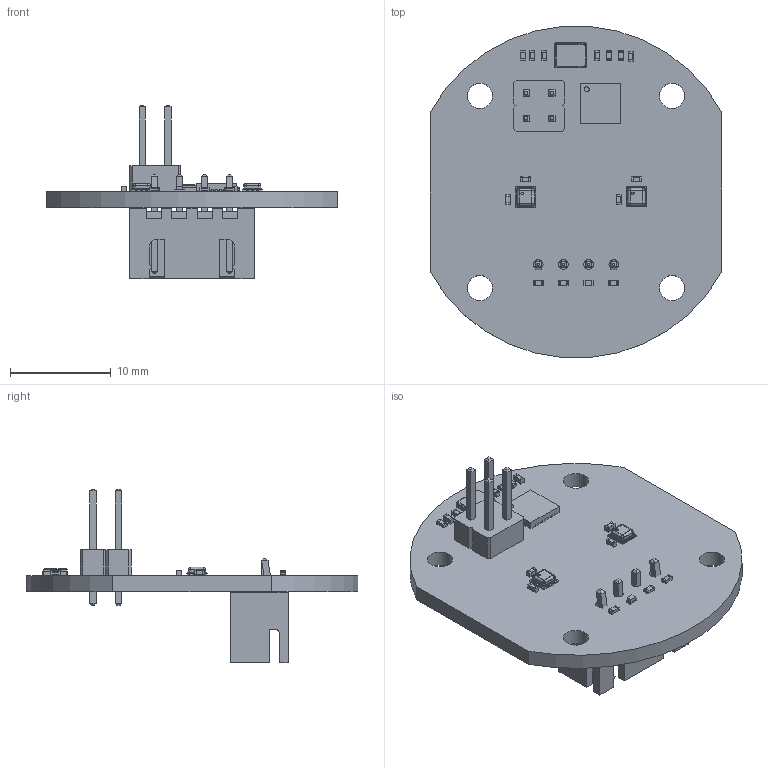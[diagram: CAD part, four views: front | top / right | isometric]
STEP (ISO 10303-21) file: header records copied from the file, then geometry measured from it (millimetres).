
FILE_DESCRIPTION(('KiCad electronic assembly'),'2;1');
FILE_NAME('AH3_v4.step','2024-11-06T22:31:17',('Pcbnew'),('Kicad'), 'Open CASCADE STEP processor 7.6','KiCad to STEP converter','Unknown' );
FILE_SCHEMA(('AUTOMOTIVE_DESIGN { 1 0 10303 214 1 1 1 1 }'));
Length unit declared in the file: millimetre
Products named in the file (18): AH3_v4 1; QFN-28-1EP_4x4mm_P0.4mm_EP2.4x2.4mm; QFN-28-1EP_4x4mm_Pitch0.4mm; C_0402_1005Metric; R_0402_1005Metric; BMP388--3DModel-STEP-56544; BMP388; PinHeader_2x02_P2.54mm_Vertical; PinHeader_2x02_P254mm_Vertical; LED_0402_1005Metric; Crystal_SMD_3225-4Pin_3.2x2.5mm; JST_XH_B4B-XH-A_1x04_P2.50mm_Vertical; JST_B4B_XH_A; AH3_PCB
Assembly tree (30 placements, depth 3):
  AH3_v4 1
    QFN-28-1EP_4x4mm_P0.4mm_EP2.4x2.4mm
      QFN-28-1EP_4x4mm_Pitch0.4mm
    C_0402_1005Metric  x8
      C_0402_1005Metric
    R_0402_1005Metric  x6
      R_0402_1005Metric
    BMP388--3DModel-STEP-56544  x2
      BMP388
    PinHeader_2x02_P2.54mm_Vertical
      PinHeader_2x02_P254mm_Vertical
    LED_0402_1005Metric
      LED_0402_1005Metric
    Crystal_SMD_3225-4Pin_3.2x2.5mm
      Crystal_SMD_3225-4Pin_3.2x2.5mm
    JST_XH_B4B-XH-A_1x04_P2.50mm_Vertical
      JST_B4B_XH_A
    AH3_PCB
Bounding box: 29 x 32.9 x 17.24 mm (x, y, z)
Volume: 1609 mm3; surface area: 2808.6 mm2
Topology: 46 solids, 46 shells, 1291 faces, 3244 edges, 2090 vertices
Faces by surface type: plane 980, cylinder 279, sphere 16, torus 16
Full cylindrical faces by diameter (mm): 0.5 x1, 0.95 x4, 1 x4, 2.5 x4
Entity records: 26963 total; most frequent: CARTESIAN_POINT 4012, ORIENTED_EDGE 3880, DIRECTION 3770, EDGE_CURVE 1940, LINE 1682, VECTOR 1682, VERTEX_POINT 1254, AXIS2_PLACEMENT_3D 1044
